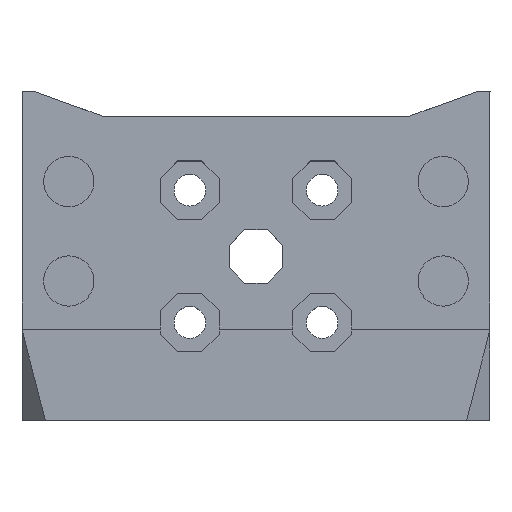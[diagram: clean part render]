
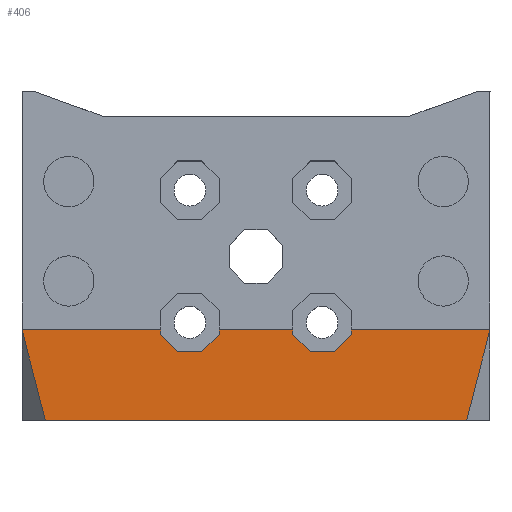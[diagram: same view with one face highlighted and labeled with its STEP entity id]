
A CAD part, top view. The second image highlights one B-rep face of the part: STEP entity #406.
In plain terms, the highlighted planar face has unit normal (0, 0, 1).
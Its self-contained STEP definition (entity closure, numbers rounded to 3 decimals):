
#104=FACE_OUTER_BOUND('',#1112,.T.);
#406=ADVANCED_FACE('',(#104),#721,.F.);
#721=PLANE('',#6549);
#1112=EDGE_LOOP('',(#3349,#3350,#3351,#3352,#3353,#3354,#3355,#3356,#3357,
#3358,#3359,#3360,#3361,#3362,#3363,#3364));
#1762=LINE('',#9999,#2424);
#1829=LINE('',#10312,#2491);
#1830=LINE('',#10315,#2492);
#1831=LINE('',#10317,#2493);
#1832=LINE('',#10319,#2494);
#1833=LINE('',#10321,#2495);
#1834=LINE('',#10323,#2496);
#1835=LINE('',#10325,#2497);
#1836=LINE('',#10327,#2498);
#1837=LINE('',#10329,#2499);
#1838=LINE('',#10330,#2500);
#1839=LINE('',#10332,#2501);
#1840=LINE('',#10334,#2502);
#1841=LINE('',#10336,#2503);
#1842=LINE('',#10338,#2504);
#1843=LINE('',#10340,#2505);
#2424=VECTOR('',#7035,1.);
#2491=VECTOR('',#7214,1.);
#2492=VECTOR('',#7215,1.);
#2493=VECTOR('',#7216,1.);
#2494=VECTOR('',#7217,1.);
#2495=VECTOR('',#7218,1.);
#2496=VECTOR('',#7219,1.);
#2497=VECTOR('',#7220,1.);
#2498=VECTOR('',#7221,1.);
#2499=VECTOR('',#7222,1.);
#2500=VECTOR('',#7223,1.);
#2501=VECTOR('',#7224,1.);
#2502=VECTOR('',#7225,1.);
#2503=VECTOR('',#7226,1.);
#2504=VECTOR('',#7227,1.);
#2505=VECTOR('',#7228,1.);
#3349=ORIENTED_EDGE('',*,*,#5769,.F.);
#3350=ORIENTED_EDGE('',*,*,#5770,.F.);
#3351=ORIENTED_EDGE('',*,*,#5771,.F.);
#3352=ORIENTED_EDGE('',*,*,#5772,.F.);
#3353=ORIENTED_EDGE('',*,*,#5773,.F.);
#3354=ORIENTED_EDGE('',*,*,#5774,.F.);
#3355=ORIENTED_EDGE('',*,*,#5775,.F.);
#3356=ORIENTED_EDGE('',*,*,#5776,.F.);
#3357=ORIENTED_EDGE('',*,*,#5777,.F.);
#3358=ORIENTED_EDGE('',*,*,#5638,.T.);
#3359=ORIENTED_EDGE('',*,*,#5778,.F.);
#3360=ORIENTED_EDGE('',*,*,#5779,.F.);
#3361=ORIENTED_EDGE('',*,*,#5780,.F.);
#3362=ORIENTED_EDGE('',*,*,#5781,.F.);
#3363=ORIENTED_EDGE('',*,*,#5782,.F.);
#3364=ORIENTED_EDGE('',*,*,#5783,.F.);
#5001=VERTEX_POINT('',#9997);
#5003=VERTEX_POINT('',#10000);
#5129=VERTEX_POINT('',#10313);
#5130=VERTEX_POINT('',#10314);
#5131=VERTEX_POINT('',#10316);
#5132=VERTEX_POINT('',#10318);
#5133=VERTEX_POINT('',#10320);
#5134=VERTEX_POINT('',#10322);
#5135=VERTEX_POINT('',#10324);
#5136=VERTEX_POINT('',#10326);
#5137=VERTEX_POINT('',#10328);
#5138=VERTEX_POINT('',#10331);
#5139=VERTEX_POINT('',#10333);
#5140=VERTEX_POINT('',#10335);
#5141=VERTEX_POINT('',#10337);
#5142=VERTEX_POINT('',#10339);
#5638=EDGE_CURVE('',#5003,#5001,#1762,.T.);
#5769=EDGE_CURVE('',#5129,#5130,#1829,.T.);
#5770=EDGE_CURVE('',#5131,#5129,#1830,.T.);
#5771=EDGE_CURVE('',#5132,#5131,#1831,.T.);
#5772=EDGE_CURVE('',#5133,#5132,#1832,.T.);
#5773=EDGE_CURVE('',#5134,#5133,#1833,.T.);
#5774=EDGE_CURVE('',#5135,#5134,#1834,.T.);
#5775=EDGE_CURVE('',#5136,#5135,#1835,.T.);
#5776=EDGE_CURVE('',#5137,#5136,#1836,.T.);
#5777=EDGE_CURVE('',#5003,#5137,#1837,.T.);
#5778=EDGE_CURVE('',#5138,#5001,#1838,.T.);
#5779=EDGE_CURVE('',#5139,#5138,#1839,.T.);
#5780=EDGE_CURVE('',#5140,#5139,#1840,.T.);
#5781=EDGE_CURVE('',#5141,#5140,#1841,.T.);
#5782=EDGE_CURVE('',#5142,#5141,#1842,.T.);
#5783=EDGE_CURVE('',#5130,#5142,#1843,.T.);
#6549=AXIS2_PLACEMENT_3D('',#10341,#7229,#7230);
#7035=DIRECTION('',(1.,0.,0.));
#7214=DIRECTION('',(0.,-1.,0.));
#7215=DIRECTION('',(1.,0.,0.));
#7216=DIRECTION('',(0.,1.,0.));
#7217=DIRECTION('',(0.707,0.707,0.));
#7218=DIRECTION('',(1.,0.,0.));
#7219=DIRECTION('',(0.707,-0.707,0.));
#7220=DIRECTION('',(0.,-1.,0.));
#7221=DIRECTION('',(1.,0.,0.));
#7222=DIRECTION('',(-0.251,0.968,0.));
#7223=DIRECTION('',(-0.251,-0.968,0.));
#7224=DIRECTION('',(1.,0.,0.));
#7225=DIRECTION('',(0.,1.,0.));
#7226=DIRECTION('',(0.707,0.707,0.));
#7227=DIRECTION('',(1.,0.,0.));
#7228=DIRECTION('',(0.707,-0.707,0.));
#7229=DIRECTION('',(0.,0.,-1.));
#7230=DIRECTION('',(0.,1.,0.));
#9997=CARTESIAN_POINT('',(18.,-36.,26.));
#9999=CARTESIAN_POINT('',(-18.95,-36.,26.));
#10000=CARTESIAN_POINT('',(-18.,-36.,26.));
#10312=CARTESIAN_POINT('',(3.157,-26.621,26.));
#10313=CARTESIAN_POINT('',(3.157,-28.3,26.));
#10314=CARTESIAN_POINT('',(3.157,-28.692,26.));
#10315=CARTESIAN_POINT('',(-18.95,-28.3,26.));
#10316=CARTESIAN_POINT('',(-3.157,-28.3,26.));
#10317=CARTESIAN_POINT('',(-3.157,-28.692,26.));
#10318=CARTESIAN_POINT('',(-3.157,-28.692,26.));
#10319=CARTESIAN_POINT('',(-4.621,-30.157,26.));
#10320=CARTESIAN_POINT('',(-4.621,-30.157,26.));
#10321=CARTESIAN_POINT('',(-6.692,-30.157,26.));
#10322=CARTESIAN_POINT('',(-6.692,-30.157,26.));
#10323=CARTESIAN_POINT('',(-8.157,-28.692,26.));
#10324=CARTESIAN_POINT('',(-8.157,-28.692,26.));
#10325=CARTESIAN_POINT('',(-8.157,-26.621,26.));
#10326=CARTESIAN_POINT('',(-8.157,-28.3,26.));
#10327=CARTESIAN_POINT('',(18.95,-28.3,26.));
#10328=CARTESIAN_POINT('',(-20.,-28.3,26.));
#10329=CARTESIAN_POINT('',(-20.,-28.3,26.));
#10330=CARTESIAN_POINT('',(20.,-28.3,26.));
#10331=CARTESIAN_POINT('',(20.,-28.3,26.));
#10332=CARTESIAN_POINT('',(-18.95,-28.3,26.));
#10333=CARTESIAN_POINT('',(8.157,-28.3,26.));
#10334=CARTESIAN_POINT('',(8.157,-28.692,26.));
#10335=CARTESIAN_POINT('',(8.157,-28.692,26.));
#10336=CARTESIAN_POINT('',(6.692,-30.157,26.));
#10337=CARTESIAN_POINT('',(6.692,-30.157,26.));
#10338=CARTESIAN_POINT('',(4.621,-30.157,26.));
#10339=CARTESIAN_POINT('',(4.621,-30.157,26.));
#10340=CARTESIAN_POINT('',(3.157,-28.692,26.));
#10341=CARTESIAN_POINT('',(-18.95,-36.,26.));
